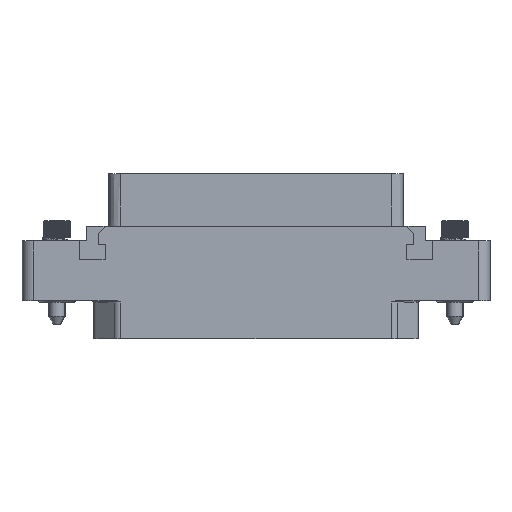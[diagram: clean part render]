
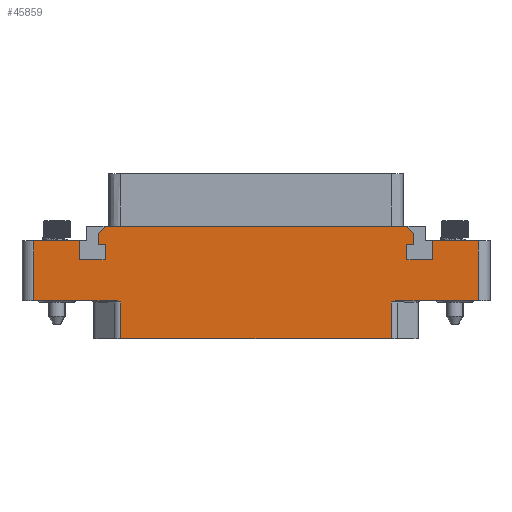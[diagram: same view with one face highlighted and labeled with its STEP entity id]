
A CAD part, top view. The second image highlights one B-rep face of the part: STEP entity #45859.
In plain terms, the highlighted planar face has unit normal (0, 0, 1).
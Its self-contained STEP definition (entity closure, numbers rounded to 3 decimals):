
#5610=DIRECTION('',(-1.,0.,0.));
#5611=VECTOR('',#5610,46.236);
#5612=CARTESIAN_POINT('',(23.118,-6.5,7.));
#5613=LINE('',#5612,#5611);
#5705=DIRECTION('',(1.,0.,0.));
#5706=VECTOR('',#5705,14.082);
#5707=CARTESIAN_POINT('',(-38.,0.,7.));
#5708=LINE('',#5707,#5706);
#6259=DIRECTION('',(0.,-1.,0.));
#6260=VECTOR('',#6259,10.25);
#6261=CARTESIAN_POINT('',(-38.,10.25,7.));
#6262=LINE('',#6261,#6260);
#6277=DIRECTION('',(1.,0.,0.));
#6278=VECTOR('',#6277,7.8);
#6279=CARTESIAN_POINT('',(-38.,10.25,7.));
#6280=LINE('',#6279,#6278);
#6281=DIRECTION('',(0.,-1.,0.));
#6282=VECTOR('',#6281,3.2);
#6283=CARTESIAN_POINT('',(-30.2,10.25,7.));
#6284=LINE('',#6283,#6282);
#6285=DIRECTION('',(1.,0.,0.));
#6286=VECTOR('',#6285,4.4);
#6287=CARTESIAN_POINT('',(-30.2,7.05,7.));
#6288=LINE('',#6287,#6286);
#6289=DIRECTION('',(0.,1.,0.));
#6290=VECTOR('',#6289,2.6);
#6291=CARTESIAN_POINT('',(-25.8,7.05,7.));
#6292=LINE('',#6291,#6290);
#6293=DIRECTION('',(-1.,0.,0.));
#6294=VECTOR('',#6293,1.2);
#6295=CARTESIAN_POINT('',(-25.8,9.65,7.));
#6296=LINE('',#6295,#6294);
#6297=DIRECTION('',(0.,-1.,0.));
#6298=VECTOR('',#6297,1.9);
#6299=CARTESIAN_POINT('',(-27.,11.55,7.));
#6300=LINE('',#6299,#6298);
#6301=DIRECTION('',(1.,0.,0.));
#6302=VECTOR('',#6301,51.6);
#6303=CARTESIAN_POINT('',(-25.8,12.75,7.));
#6304=LINE('',#6303,#6302);
#6305=DIRECTION('',(0.,-1.,0.));
#6306=VECTOR('',#6305,1.9);
#6307=CARTESIAN_POINT('',(27.,11.55,7.));
#6308=LINE('',#6307,#6306);
#6309=DIRECTION('',(-1.,0.,0.));
#6310=VECTOR('',#6309,1.2);
#6311=CARTESIAN_POINT('',(27.,9.65,7.));
#6312=LINE('',#6311,#6310);
#6313=DIRECTION('',(0.,-1.,0.));
#6314=VECTOR('',#6313,2.6);
#6315=CARTESIAN_POINT('',(25.8,9.65,7.));
#6316=LINE('',#6315,#6314);
#6317=DIRECTION('',(1.,0.,0.));
#6318=VECTOR('',#6317,4.4);
#6319=CARTESIAN_POINT('',(25.8,7.05,7.));
#6320=LINE('',#6319,#6318);
#6321=DIRECTION('',(0.,1.,0.));
#6322=VECTOR('',#6321,3.2);
#6323=CARTESIAN_POINT('',(30.2,7.05,7.));
#6324=LINE('',#6323,#6322);
#6325=DIRECTION('',(1.,0.,0.));
#6326=VECTOR('',#6325,7.8);
#6327=CARTESIAN_POINT('',(30.2,10.25,7.));
#6328=LINE('',#6327,#6326);
#6329=DIRECTION('',(1.,0.,0.));
#6330=VECTOR('',#6329,14.082);
#6331=CARTESIAN_POINT('',(23.918,0.,7.));
#6332=LINE('',#6331,#6330);
#6363=CARTESIAN_POINT('',(23.118,-0.2,7.));
#6364=CARTESIAN_POINT('',(23.14,-0.192,7.));
#6365=CARTESIAN_POINT('',(23.184,-0.176,7.));
#6366=CARTESIAN_POINT('',(23.251,-0.152,7.));
#6367=CARTESIAN_POINT('',(23.318,-0.128,7.));
#6368=CARTESIAN_POINT('',(23.385,-0.106,7.));
#6369=CARTESIAN_POINT('',(23.451,-0.085,7.));
#6370=CARTESIAN_POINT('',(23.515,-0.066,7.));
#6371=CARTESIAN_POINT('',(23.577,-0.049,7.));
#6372=CARTESIAN_POINT('',(23.636,-0.035,7.));
#6373=CARTESIAN_POINT('',(23.688,-0.024,7.));
#6374=CARTESIAN_POINT('',(23.734,-0.016,7.));
#6375=CARTESIAN_POINT('',(23.776,-0.01,7.));
#6376=CARTESIAN_POINT('',(23.814,-0.005,7.));
#6377=CARTESIAN_POINT('',(23.85,-0.002,7.));
#6378=CARTESIAN_POINT('',(23.884,0.,7.));
#6379=CARTESIAN_POINT('',(23.907,0.,7.));
#6380=CARTESIAN_POINT('',(23.918,0.,7.));
#6396=DIRECTION('',(0.,1.,0.));
#6397=VECTOR('',#6396,6.3);
#6398=CARTESIAN_POINT('',(23.118,-6.5,7.));
#6399=LINE('',#6398,#6397);
#6441=DIRECTION('',(0.,1.,0.));
#6442=VECTOR('',#6441,10.25);
#6443=CARTESIAN_POINT('',(38.,0.,7.));
#6444=LINE('',#6443,#6442);
#8716=DIRECTION('',(0.,1.,0.));
#8717=VECTOR('',#8716,6.3);
#8718=CARTESIAN_POINT('',(-23.118,-6.5,7.));
#8719=LINE('',#8718,#8717);
#8744=CARTESIAN_POINT('',(-23.918,0.,7.));
#8745=CARTESIAN_POINT('',(-23.907,0.,7.));
#8746=CARTESIAN_POINT('',(-23.884,0.,7.));
#8747=CARTESIAN_POINT('',(-23.85,-0.002,7.));
#8748=CARTESIAN_POINT('',(-23.814,-0.005,7.));
#8749=CARTESIAN_POINT('',(-23.776,-0.01,7.));
#8750=CARTESIAN_POINT('',(-23.734,-0.016,7.));
#8751=CARTESIAN_POINT('',(-23.688,-0.024,7.));
#8752=CARTESIAN_POINT('',(-23.636,-0.035,7.));
#8753=CARTESIAN_POINT('',(-23.577,-0.049,7.));
#8754=CARTESIAN_POINT('',(-23.515,-0.066,7.));
#8755=CARTESIAN_POINT('',(-23.451,-0.085,7.));
#8756=CARTESIAN_POINT('',(-23.385,-0.106,7.));
#8757=CARTESIAN_POINT('',(-23.318,-0.128,7.));
#8758=CARTESIAN_POINT('',(-23.251,-0.152,7.));
#8759=CARTESIAN_POINT('',(-23.184,-0.176,7.));
#8760=CARTESIAN_POINT('',(-23.14,-0.192,7.));
#8761=CARTESIAN_POINT('',(-23.118,-0.2,7.));
#9213=DIRECTION('',(0.707,-0.707,0.));
#9214=VECTOR('',#9213,1.697);
#9215=CARTESIAN_POINT('',(25.8,12.75,7.));
#9216=LINE('',#9215,#9214);
#9241=DIRECTION('',(-0.707,-0.707,0.));
#9242=VECTOR('',#9241,1.697);
#9243=CARTESIAN_POINT('',(-25.8,12.75,7.));
#9244=LINE('',#9243,#9242);
#35260=CARTESIAN_POINT('',(-30.2,10.25,7.));
#35261=CARTESIAN_POINT('',(-30.2,7.05,7.));
#35262=VERTEX_POINT('',#35260);
#35263=VERTEX_POINT('',#35261);
#35264=CARTESIAN_POINT('',(-25.8,7.05,7.));
#35265=VERTEX_POINT('',#35264);
#35266=CARTESIAN_POINT('',(-25.8,9.65,7.));
#35267=VERTEX_POINT('',#35266);
#35268=CARTESIAN_POINT('',(-27.,9.65,7.));
#35269=VERTEX_POINT('',#35268);
#35270=CARTESIAN_POINT('',(27.,9.65,7.));
#35271=CARTESIAN_POINT('',(25.8,9.65,7.));
#35272=VERTEX_POINT('',#35270);
#35273=VERTEX_POINT('',#35271);
#35274=CARTESIAN_POINT('',(25.8,7.05,7.));
#35275=VERTEX_POINT('',#35274);
#35276=CARTESIAN_POINT('',(30.2,7.05,7.));
#35277=VERTEX_POINT('',#35276);
#35278=CARTESIAN_POINT('',(30.2,10.25,7.));
#35279=VERTEX_POINT('',#35278);
#35284=CARTESIAN_POINT('',(-25.8,12.75,7.));
#35286=VERTEX_POINT('',#35284);
#35288=CARTESIAN_POINT('',(-27.,11.55,7.));
#35290=VERTEX_POINT('',#35288);
#35292=CARTESIAN_POINT('',(25.8,12.75,7.));
#35294=VERTEX_POINT('',#35292);
#35296=CARTESIAN_POINT('',(27.,11.55,7.));
#35298=VERTEX_POINT('',#35296);
#35388=CARTESIAN_POINT('',(38.,0.,7.));
#35389=CARTESIAN_POINT('',(38.,10.25,7.));
#35390=VERTEX_POINT('',#35388);
#35391=VERTEX_POINT('',#35389);
#35396=CARTESIAN_POINT('',(-38.,10.25,7.));
#35397=CARTESIAN_POINT('',(-38.,0.,7.));
#35398=VERTEX_POINT('',#35396);
#35399=VERTEX_POINT('',#35397);
#35605=CARTESIAN_POINT('',(23.118,-6.5,7.));
#35607=VERTEX_POINT('',#35605);
#35608=CARTESIAN_POINT('',(-23.118,-6.5,7.));
#35610=VERTEX_POINT('',#35608);
#35672=CARTESIAN_POINT('',(-23.118,-0.2,7.));
#35673=VERTEX_POINT('',#35672);
#35674=CARTESIAN_POINT('',(-23.918,0.,7.));
#35675=VERTEX_POINT('',#35674);
#35676=CARTESIAN_POINT('',(23.118,-0.2,7.));
#35678=VERTEX_POINT('',#35676);
#35680=CARTESIAN_POINT('',(23.918,0.,7.));
#35682=VERTEX_POINT('',#35680);
#45809=CARTESIAN_POINT('',(0.,0.,7.));
#45810=DIRECTION('',(0.,0.,-1.));
#45811=DIRECTION('',(-1.,0.,0.));
#45812=AXIS2_PLACEMENT_3D('',#45809,#45810,#45811);
#45813=PLANE('',#45812);
#45815=ORIENTED_EDGE('',*,*,#45814,.F.);
#45817=ORIENTED_EDGE('',*,*,#45816,.F.);
#45819=ORIENTED_EDGE('',*,*,#45818,.F.);
#45820=ORIENTED_EDGE('',*,*,#45375,.T.);
#45822=ORIENTED_EDGE('',*,*,#45821,.T.);
#45824=ORIENTED_EDGE('',*,*,#45823,.F.);
#45825=ORIENTED_EDGE('',*,*,#45462,.F.);
#45826=ORIENTED_EDGE('',*,*,#45800,.F.);
#45827=ORIENTED_EDGE('',*,*,#45510,.T.);
#45829=ORIENTED_EDGE('',*,*,#45828,.T.);
#45831=ORIENTED_EDGE('',*,*,#45830,.T.);
#45833=ORIENTED_EDGE('',*,*,#45832,.T.);
#45835=ORIENTED_EDGE('',*,*,#45834,.T.);
#45837=ORIENTED_EDGE('',*,*,#45836,.F.);
#45839=ORIENTED_EDGE('',*,*,#45838,.F.);
#45841=ORIENTED_EDGE('',*,*,#45840,.T.);
#45843=ORIENTED_EDGE('',*,*,#45842,.T.);
#45845=ORIENTED_EDGE('',*,*,#45844,.T.);
#45847=ORIENTED_EDGE('',*,*,#45846,.T.);
#45849=ORIENTED_EDGE('',*,*,#45848,.T.);
#45851=ORIENTED_EDGE('',*,*,#45850,.T.);
#45853=ORIENTED_EDGE('',*,*,#45852,.T.);
#45854=ORIENTED_EDGE('',*,*,#44978,.T.);
#45856=ORIENTED_EDGE('',*,*,#45855,.F.);
#45857=EDGE_LOOP('',(#45815,#45817,#45819,#45820,#45822,#45824,#45825,#45826,
#45827,#45829,#45831,#45833,#45835,#45837,#45839,#45841,#45843,#45845,#45847,
#45849,#45851,#45853,#45854,#45856));
#45858=FACE_OUTER_BOUND('',#45857,.F.);
#45859=ADVANCED_FACE('',(#45858),#45813,.F.);
#6381=B_SPLINE_CURVE_WITH_KNOTS('',3,(#6363,#6364,#6365,#6366,#6367,#6368,#6369,
#6370,#6371,#6372,#6373,#6374,#6375,#6376,#6377,#6378,#6379,#6380),
.UNSPECIFIED.,.F.,.F.,(4,1,1,1,1,1,1,1,1,1,1,1,1,1,1,4),(0.,0.067,
0.133,0.2,0.267,0.333,0.4,
0.467,0.533,0.6,0.667,0.733,
0.8,0.867,0.933,1.),.UNSPECIFIED.);
#8762=B_SPLINE_CURVE_WITH_KNOTS('',3,(#8744,#8745,#8746,#8747,#8748,#8749,#8750,
#8751,#8752,#8753,#8754,#8755,#8756,#8757,#8758,#8759,#8760,#8761),
.UNSPECIFIED.,.F.,.F.,(4,1,1,1,1,1,1,1,1,1,1,1,1,1,1,4),(0.,0.067,
0.133,0.2,0.267,0.333,0.4,
0.467,0.533,0.6,0.667,0.733,
0.8,0.867,0.933,1.),.UNSPECIFIED.);
#44978=EDGE_CURVE('',#35279,#35391,#6328,.T.);
#45375=EDGE_CURVE('',#35607,#35610,#5613,.T.);
#45462=EDGE_CURVE('',#35399,#35675,#5708,.T.);
#45510=EDGE_CURVE('',#35398,#35262,#6280,.T.);
#45800=EDGE_CURVE('',#35398,#35399,#6262,.T.);
#45814=EDGE_CURVE('',#35682,#35390,#6332,.T.);
#45816=EDGE_CURVE('',#35678,#35682,#6381,.T.);
#45818=EDGE_CURVE('',#35607,#35678,#6399,.T.);
#45821=EDGE_CURVE('',#35610,#35673,#8719,.T.);
#45823=EDGE_CURVE('',#35675,#35673,#8762,.T.);
#45828=EDGE_CURVE('',#35262,#35263,#6284,.T.);
#45830=EDGE_CURVE('',#35263,#35265,#6288,.T.);
#45832=EDGE_CURVE('',#35265,#35267,#6292,.T.);
#45834=EDGE_CURVE('',#35267,#35269,#6296,.T.);
#45836=EDGE_CURVE('',#35290,#35269,#6300,.T.);
#45838=EDGE_CURVE('',#35286,#35290,#9244,.T.);
#45840=EDGE_CURVE('',#35286,#35294,#6304,.T.);
#45842=EDGE_CURVE('',#35294,#35298,#9216,.T.);
#45844=EDGE_CURVE('',#35298,#35272,#6308,.T.);
#45846=EDGE_CURVE('',#35272,#35273,#6312,.T.);
#45848=EDGE_CURVE('',#35273,#35275,#6316,.T.);
#45850=EDGE_CURVE('',#35275,#35277,#6320,.T.);
#45852=EDGE_CURVE('',#35277,#35279,#6324,.T.);
#45855=EDGE_CURVE('',#35390,#35391,#6444,.T.);
